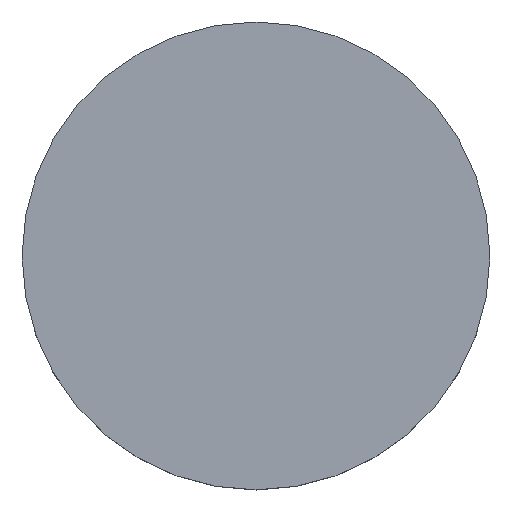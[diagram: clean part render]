
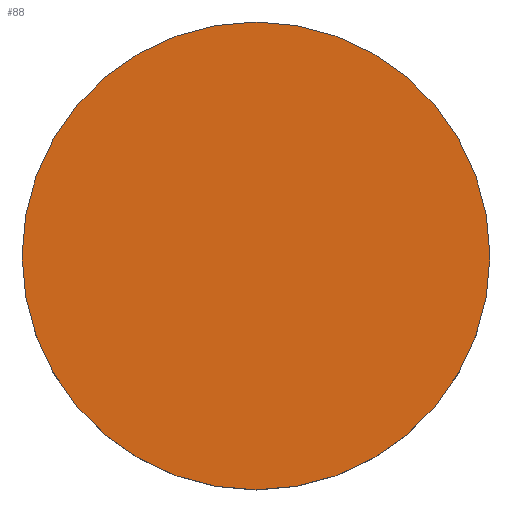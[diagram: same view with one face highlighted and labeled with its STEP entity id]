
A CAD part, top view. The second image highlights one B-rep face of the part: STEP entity #88.
In plain terms, the highlighted planar face has unit normal (0, 0, 1).
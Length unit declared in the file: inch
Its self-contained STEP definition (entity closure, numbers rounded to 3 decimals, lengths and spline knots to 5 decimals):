
#22 = CARTESIAN_POINT ( 'NONE',  ( 0.2525, 0., 0.01 ) ) ;
#88 = ADVANCED_FACE ( 'NONE', ( #1068 ), #1960, .T. ) ;
#376 = VERTEX_POINT ( 'NONE', #1131 ) ;
#589 = EDGE_CURVE ( 'NONE', #2004, #376, #2005, .T. ) ;
#710 = AXIS2_PLACEMENT_3D ( 'NONE', #2109, #1766, #1946 ) ;
#747 = CIRCLE ( 'NONE', #710, 0.4625 ) ;
#767 = ORIENTED_EDGE ( 'NONE', *, *, #1721, .F. ) ;
#885 = CARTESIAN_POINT ( 'NONE',  ( 0., 0., 0.01 ) ) ;
#911 = AXIS2_PLACEMENT_3D ( 'NONE', #22, #1425, #1228 ) ;
#1068 = FACE_OUTER_BOUND ( 'NONE', #1844, .T. ) ;
#1131 = CARTESIAN_POINT ( 'NONE',  ( -0.4625, 0., 0.01 ) ) ;
#1228 = DIRECTION ( 'NONE',  ( 1., 0., 0. ) ) ;
#1425 = DIRECTION ( 'NONE',  ( 0., 0., 1. ) ) ;
#1572 = DIRECTION ( 'NONE',  ( -1., 0., 0. ) ) ;
#1721 = EDGE_CURVE ( 'NONE', #376, #2004, #747, .T. ) ;
#1766 = DIRECTION ( 'NONE',  ( 0., 0., -1. ) ) ;
#1844 = EDGE_LOOP ( 'NONE', ( #767, #2113 ) ) ;
#1946 = DIRECTION ( 'NONE',  ( -1., 0., 0. ) ) ;
#1960 = PLANE ( 'NONE',  #911 ) ;
#2004 = VERTEX_POINT ( 'NONE', #2102 ) ;
#2005 = CIRCLE ( 'NONE', #2252, 0.4625 ) ;
#2102 = CARTESIAN_POINT ( 'NONE',  ( 0.4625, 0., 0.01 ) ) ;
#2109 = CARTESIAN_POINT ( 'NONE',  ( 0., 0., 0.01 ) ) ;
#2113 = ORIENTED_EDGE ( 'NONE', *, *, #589, .F. ) ;
#2252 = AXIS2_PLACEMENT_3D ( 'NONE', #885, #2285, #1572 ) ;
#2285 = DIRECTION ( 'NONE',  ( 0., 0., -1. ) ) ;
